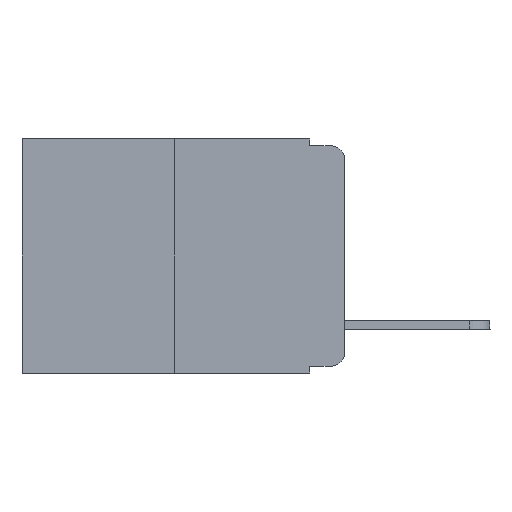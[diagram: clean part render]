
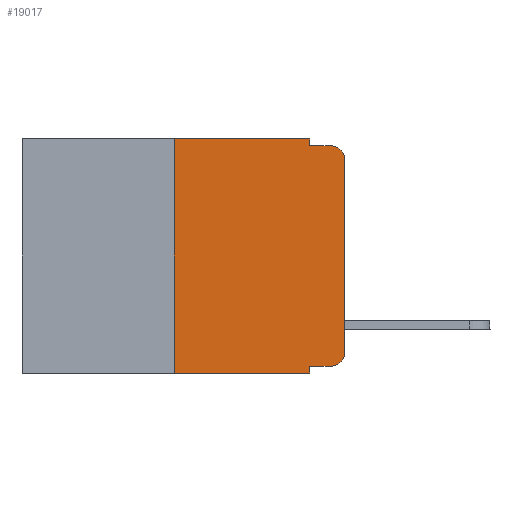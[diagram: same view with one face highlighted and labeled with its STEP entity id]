
A CAD part, left-side view. The second image highlights one B-rep face of the part: STEP entity #19017.
In plain terms, the highlighted planar face has unit normal (-1, 0, 0).
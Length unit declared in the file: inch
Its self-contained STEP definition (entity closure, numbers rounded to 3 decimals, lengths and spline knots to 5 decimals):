
#296 = VECTOR ( 'NONE', #1815, 39.37008 ) ;
#547 = EDGE_CURVE ( 'NONE', #660, #10340, #2121, .T. ) ;
#660 = VERTEX_POINT ( 'NONE', #6074 ) ;
#873 = CARTESIAN_POINT ( 'NONE',  ( 0., 0.051, -0.01 ) ) ;
#1193 = ORIENTED_EDGE ( 'NONE', *, *, #547, .T. ) ;
#1261 = ORIENTED_EDGE ( 'NONE', *, *, #4692, .T. ) ;
#1340 = ORIENTED_EDGE ( 'NONE', *, *, #18956, .F. ) ;
#1815 = DIRECTION ( 'NONE',  ( 0., 0., -1. ) ) ;
#2121 = LINE ( 'NONE', #14812, #9560 ) ;
#2348 = CARTESIAN_POINT ( 'NONE',  ( 0., 0.02, -0.01 ) ) ;
#2955 = CARTESIAN_POINT ( 'NONE',  ( 0., 0.051, -0.333 ) ) ;
#3045 = EDGE_CURVE ( 'NONE', #10340, #7949, #17017, .T. ) ;
#3166 = PLANE ( 'NONE',  #15199 ) ;
#3209 = VERTEX_POINT ( 'NONE', #11697 ) ;
#3240 = VECTOR ( 'NONE', #12322, 39.37008 ) ;
#4222 = ORIENTED_EDGE ( 'NONE', *, *, #16887, .F. ) ;
#4285 = CARTESIAN_POINT ( 'NONE',  ( 0., 0., -0.03 ) ) ;
#4599 = DIRECTION ( 'NONE',  ( 0., -1., 0. ) ) ;
#4630 = DIRECTION ( 'NONE',  ( 1., 0., 0. ) ) ;
#4692 = EDGE_CURVE ( 'NONE', #20393, #19019, #13977, .T. ) ;
#4728 = DIRECTION ( 'NONE',  ( 0., 0., 1. ) ) ;
#4826 = CARTESIAN_POINT ( 'NONE',  ( 0., 0.473, 0. ) ) ;
#5190 = LINE ( 'NONE', #17501, #18780 ) ;
#5521 = ORIENTED_EDGE ( 'NONE', *, *, #6062, .F. ) ;
#6062 = EDGE_CURVE ( 'NONE', #20393, #3209, #11311, .T. ) ;
#6074 = CARTESIAN_POINT ( 'NONE',  ( 0., 0., -0.313 ) ) ;
#6082 = DIRECTION ( 'NONE',  ( 0., 0., -1. ) ) ;
#6292 = FACE_OUTER_BOUND ( 'NONE', #16618, .T. ) ;
#6636 = LINE ( 'NONE', #7252, #10491 ) ;
#6796 = CARTESIAN_POINT ( 'NONE',  ( 0., 0.02, -0.313 ) ) ;
#7252 = CARTESIAN_POINT ( 'NONE',  ( 0., 0.473, 0. ) ) ;
#7330 = ORIENTED_EDGE ( 'NONE', *, *, #8635, .F. ) ;
#7657 = CARTESIAN_POINT ( 'NONE',  ( 0., 0.25, 0. ) ) ;
#7700 = AXIS2_PLACEMENT_3D ( 'NONE', #8272, #14510, #14606 ) ;
#7949 = VERTEX_POINT ( 'NONE', #2348 ) ;
#7967 = LINE ( 'NONE', #7657, #19196 ) ;
#8272 = CARTESIAN_POINT ( 'NONE',  ( 0., 0.02, -0.03 ) ) ;
#8635 = EDGE_CURVE ( 'NONE', #11353, #7949, #12915, .T. ) ;
#8637 = ORIENTED_EDGE ( 'NONE', *, *, #14588, .T. ) ;
#8693 = DIRECTION ( 'NONE',  ( 0., 0., 1. ) ) ;
#9143 = AXIS2_PLACEMENT_3D ( 'NONE', #6796, #19510, #18935 ) ;
#9213 = LINE ( 'NONE', #20246, #3240 ) ;
#9247 = ORIENTED_EDGE ( 'NONE', *, *, #10271, .T. ) ;
#9560 = VECTOR ( 'NONE', #8693, 39.37008 ) ;
#9712 = DIRECTION ( 'NONE',  ( 0., 0., -1. ) ) ;
#9997 = VERTEX_POINT ( 'NONE', #13037 ) ;
#10271 = EDGE_CURVE ( 'NONE', #9997, #3209, #9213, .T. ) ;
#10340 = VERTEX_POINT ( 'NONE', #4285 ) ;
#10491 = VECTOR ( 'NONE', #17878, 39.37008 ) ;
#10603 = CARTESIAN_POINT ( 'NONE',  ( 0., 0.25, 0. ) ) ;
#11311 = LINE ( 'NONE', #20492, #296 ) ;
#11353 = VERTEX_POINT ( 'NONE', #873 ) ;
#11486 = VERTEX_POINT ( 'NONE', #10603 ) ;
#11697 = CARTESIAN_POINT ( 'NONE',  ( 0., 0.051, -0.343 ) ) ;
#12322 = DIRECTION ( 'NONE',  ( 0., -1., 0. ) ) ;
#12915 = LINE ( 'NONE', #18872, #19359 ) ;
#13037 = CARTESIAN_POINT ( 'NONE',  ( 0., 0.25, -0.343 ) ) ;
#13525 = VECTOR ( 'NONE', #18986, 39.37008 ) ;
#13977 = LINE ( 'NONE', #2955, #13525 ) ;
#14510 = DIRECTION ( 'NONE',  ( -1., 0., 0. ) ) ;
#14588 = EDGE_CURVE ( 'NONE', #19019, #660, #17112, .T. ) ;
#14606 = DIRECTION ( 'NONE',  ( 0., 0., -1. ) ) ;
#14812 = CARTESIAN_POINT ( 'NONE',  ( 0., 0., 0. ) ) ;
#15199 = AXIS2_PLACEMENT_3D ( 'NONE', #4826, #4630, #6082 ) ;
#16618 = EDGE_LOOP ( 'NONE', ( #1193, #18557, #7330, #4222, #17747, #1340, #9247, #5521, #1261, #8637 ) ) ;
#16887 = EDGE_CURVE ( 'NONE', #17725, #11353, #5190, .T. ) ;
#17017 = CIRCLE ( 'NONE', #7700, 0.02 ) ;
#17112 = CIRCLE ( 'NONE', #9143, 0.02 ) ;
#17424 = EDGE_CURVE ( 'NONE', #11486, #17725, #6636, .T. ) ;
#17501 = CARTESIAN_POINT ( 'NONE',  ( 0., 0.051, 0. ) ) ;
#17538 = CARTESIAN_POINT ( 'NONE',  ( 0., 0.02, -0.333 ) ) ;
#17725 = VERTEX_POINT ( 'NONE', #19320 ) ;
#17747 = ORIENTED_EDGE ( 'NONE', *, *, #17424, .F. ) ;
#17878 = DIRECTION ( 'NONE',  ( 0., -1., 0. ) ) ;
#18463 = CARTESIAN_POINT ( 'NONE',  ( 0., 0.051, -0.333 ) ) ;
#18557 = ORIENTED_EDGE ( 'NONE', *, *, #3045, .T. ) ;
#18780 = VECTOR ( 'NONE', #9712, 39.37008 ) ;
#18872 = CARTESIAN_POINT ( 'NONE',  ( 0., 0.051, -0.01 ) ) ;
#18935 = DIRECTION ( 'NONE',  ( 0., 0., -1. ) ) ;
#18956 = EDGE_CURVE ( 'NONE', #9997, #11486, #7967, .T. ) ;
#18986 = DIRECTION ( 'NONE',  ( 0., -1., 0. ) ) ;
#19017 = ADVANCED_FACE ( 'NONE', ( #6292 ), #3166, .F. ) ;
#19019 = VERTEX_POINT ( 'NONE', #17538 ) ;
#19196 = VECTOR ( 'NONE', #4728, 39.37008 ) ;
#19320 = CARTESIAN_POINT ( 'NONE',  ( 0., 0.051, 0. ) ) ;
#19359 = VECTOR ( 'NONE', #4599, 39.37008 ) ;
#19510 = DIRECTION ( 'NONE',  ( -1., 0., 0. ) ) ;
#20246 = CARTESIAN_POINT ( 'NONE',  ( 0., 0.473, -0.343 ) ) ;
#20393 = VERTEX_POINT ( 'NONE', #18463 ) ;
#20492 = CARTESIAN_POINT ( 'NONE',  ( 0., 0.051, 0. ) ) ;
